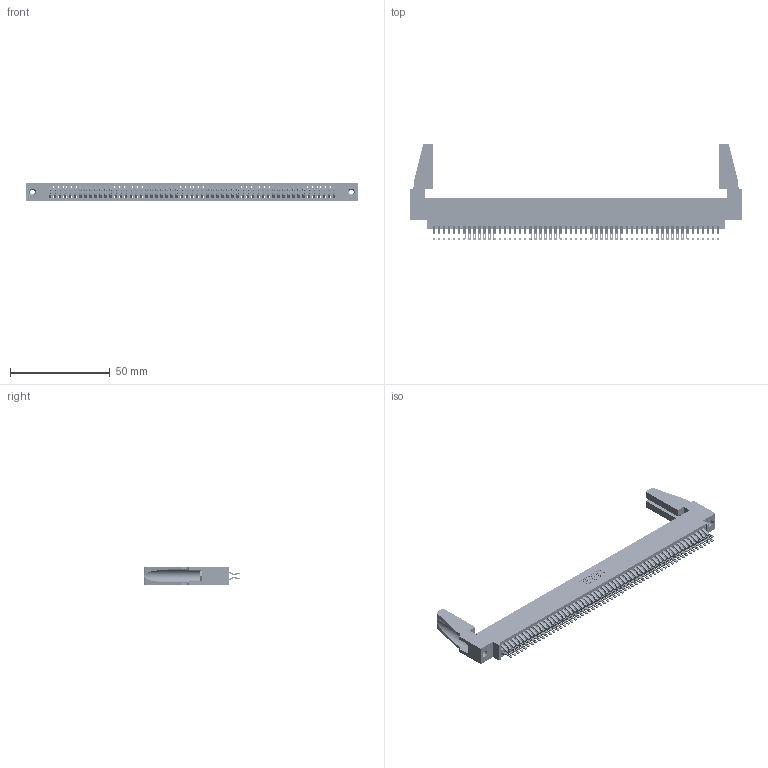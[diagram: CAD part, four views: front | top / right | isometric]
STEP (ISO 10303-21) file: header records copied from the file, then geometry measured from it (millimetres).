
FILE_DESCRIPTION (( 'STEP AP203' ), '1' );
FILE_NAME ('345-114-555-888.STEP', '2019-11-05T12:22:25', ( '' ), ( '' ), 'SwSTEP 2.0', 'SolidWorks 2016', '' );
FILE_SCHEMA (( 'CONFIG_CONTROL_DESIGN' ));
Length unit declared in the file: inch
Products named in the file (5): 345 Part_0.170 Offset - 0.156 Dia-TH; 345-220-078_345-220-088; 345-292-001_555 Tail; 345-250-001_345-250-001-102; 345-114-555-888
Assembly tree (119 placements, depth 2):
  345-114-555-888
    345 Part_0.170 Offset - 0.156 Dia-TH
    345-292-001_555 Tail  x114
    345-250-001_345-250-001-102  x2
    345-220-078_345-220-088  x2
Bounding box: 166.01 x 48.31 x 9.4 mm (x, y, z)
Volume: 19735.8 mm3; surface area: 29071.3 mm2
Topology: 119 solids, 119 shells, 6638 faces, 20845 edges, 13886 vertices
Faces by surface type: plane 3690, cylinder 2932, cone 12, torus 4
Entity records: 45310 total; most frequent: CARTESIAN_POINT 7612, ORIENTED_EDGE 7476, DIRECTION 6666, EDGE_CURVE 3738, VECTOR 3316, LINE 3316, VERTEX_POINT 2486, AXIS2_PLACEMENT_3D 1675
